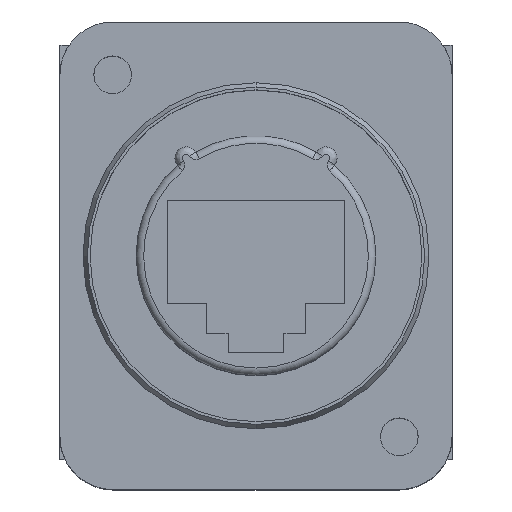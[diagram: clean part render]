
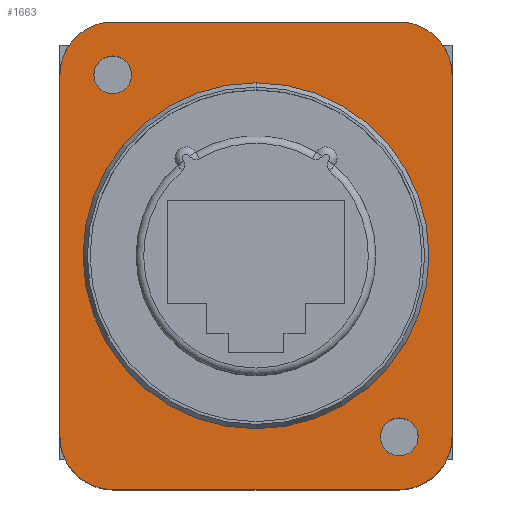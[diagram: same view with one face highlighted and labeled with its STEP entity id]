
A CAD part, top view. The second image highlights one B-rep face of the part: STEP entity #1663.
In plain terms, the highlighted planar face has unit normal (0, 0, 1).
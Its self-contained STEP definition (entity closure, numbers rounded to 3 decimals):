
#494=DIRECTION('',(0.,1.,0.));
#495=VECTOR('',#494,24.);
#496=CARTESIAN_POINT('',(-13.,-12.,0.));
#497=LINE('',#496,#495);
#498=CARTESIAN_POINT('',(-9.5,12.,0.));
#499=DIRECTION('',(0.,0.,1.));
#500=DIRECTION('',(0.,1.,0.));
#501=AXIS2_PLACEMENT_3D('',#498,#499,#500);
#503=DIRECTION('',(1.,0.,0.));
#504=VECTOR('',#503,19.);
#505=CARTESIAN_POINT('',(-9.5,15.5,0.));
#506=LINE('',#505,#504);
#507=CARTESIAN_POINT('',(9.5,12.,0.));
#508=DIRECTION('',(0.,0.,1.));
#509=DIRECTION('',(1.,0.,0.));
#510=AXIS2_PLACEMENT_3D('',#507,#508,#509);
#512=DIRECTION('',(0.,-1.,0.));
#513=VECTOR('',#512,24.);
#514=CARTESIAN_POINT('',(13.,12.,0.));
#515=LINE('',#514,#513);
#516=CARTESIAN_POINT('',(9.5,-12.,0.));
#517=DIRECTION('',(0.,0.,1.));
#518=DIRECTION('',(0.,-1.,0.));
#519=AXIS2_PLACEMENT_3D('',#516,#517,#518);
#521=DIRECTION('',(-1.,0.,0.));
#522=VECTOR('',#521,19.);
#523=CARTESIAN_POINT('',(9.5,-15.5,0.));
#524=LINE('',#523,#522);
#525=CARTESIAN_POINT('',(-9.5,-12.,0.));
#526=DIRECTION('',(0.,0.,1.));
#527=DIRECTION('',(-1.,0.,0.));
#528=AXIS2_PLACEMENT_3D('',#525,#526,#527);
#530=CARTESIAN_POINT('',(-9.5,12.,0.));
#531=DIRECTION('',(0.,0.,1.));
#532=DIRECTION('',(1.,0.,0.));
#533=AXIS2_PLACEMENT_3D('',#530,#531,#532);
#535=CARTESIAN_POINT('',(-9.5,12.,0.));
#536=DIRECTION('',(0.,0.,1.));
#537=DIRECTION('',(-1.,0.,0.));
#538=AXIS2_PLACEMENT_3D('',#535,#536,#537);
#540=CARTESIAN_POINT('',(9.5,-12.,0.));
#541=DIRECTION('',(0.,0.,1.));
#542=DIRECTION('',(1.,0.,0.));
#543=AXIS2_PLACEMENT_3D('',#540,#541,#542);
#545=CARTESIAN_POINT('',(9.5,-12.,0.));
#546=DIRECTION('',(0.,0.,1.));
#547=DIRECTION('',(-1.,0.,0.));
#548=AXIS2_PLACEMENT_3D('',#545,#546,#547);
#558=CARTESIAN_POINT('',(0.,0.,0.));
#559=DIRECTION('',(0.,0.,1.));
#560=DIRECTION('',(0.,1.,0.));
#561=AXIS2_PLACEMENT_3D('',#558,#559,#560);
#563=CARTESIAN_POINT('',(0.,0.,0.));
#564=DIRECTION('',(0.,0.,-1.));
#565=DIRECTION('',(0.,1.,0.));
#566=AXIS2_PLACEMENT_3D('',#563,#564,#565);
#956=CARTESIAN_POINT('',(0.,11.469,0.));
#958=VERTEX_POINT('',#956);
#964=CARTESIAN_POINT('',(0.,-11.469,0.));
#966=VERTEX_POINT('',#964);
#980=CARTESIAN_POINT('',(-13.,-12.,0.));
#981=CARTESIAN_POINT('',(-13.,12.,0.));
#982=VERTEX_POINT('',#980);
#983=VERTEX_POINT('',#981);
#984=CARTESIAN_POINT('',(-9.5,15.5,0.));
#985=VERTEX_POINT('',#984);
#986=CARTESIAN_POINT('',(9.5,15.5,0.));
#987=VERTEX_POINT('',#986);
#988=CARTESIAN_POINT('',(13.,12.,0.));
#989=VERTEX_POINT('',#988);
#990=CARTESIAN_POINT('',(13.,-12.,0.));
#991=VERTEX_POINT('',#990);
#992=CARTESIAN_POINT('',(9.5,-15.5,0.));
#993=VERTEX_POINT('',#992);
#994=CARTESIAN_POINT('',(-9.5,-15.5,0.));
#995=VERTEX_POINT('',#994);
#996=CARTESIAN_POINT('',(-8.25,12.,0.));
#997=CARTESIAN_POINT('',(-10.75,12.,0.));
#998=VERTEX_POINT('',#996);
#999=VERTEX_POINT('',#997);
#1000=CARTESIAN_POINT('',(10.75,-12.,0.));
#1001=CARTESIAN_POINT('',(8.25,-12.,0.));
#1002=VERTEX_POINT('',#1000);
#1003=VERTEX_POINT('',#1001);
#1626=CARTESIAN_POINT('',(0.,0.,0.));
#1627=DIRECTION('',(0.,0.,-1.));
#1628=DIRECTION('',(0.,-1.,0.));
#1629=AXIS2_PLACEMENT_3D('',#1626,#1627,#1628);
#1630=PLANE('',#1629);
#1632=ORIENTED_EDGE('',*,*,#1631,.T.);
#1633=ORIENTED_EDGE('',*,*,#1606,.F.);
#1634=ORIENTED_EDGE('',*,*,#1620,.T.);
#1635=ORIENTED_EDGE('',*,*,#1514,.F.);
#1636=ORIENTED_EDGE('',*,*,#1501,.T.);
#1638=ORIENTED_EDGE('',*,*,#1637,.F.);
#1640=ORIENTED_EDGE('',*,*,#1639,.T.);
#1642=ORIENTED_EDGE('',*,*,#1641,.F.);
#1643=EDGE_LOOP('',(#1632,#1633,#1634,#1635,#1636,#1638,#1640,#1642));
#1644=FACE_OUTER_BOUND('',#1643,.F.);
#1646=ORIENTED_EDGE('',*,*,#1645,.T.);
#1648=ORIENTED_EDGE('',*,*,#1647,.F.);
#1649=EDGE_LOOP('',(#1646,#1648));
#1650=FACE_BOUND('',#1649,.F.);
#1652=ORIENTED_EDGE('',*,*,#1651,.T.);
#1654=ORIENTED_EDGE('',*,*,#1653,.T.);
#1655=EDGE_LOOP('',(#1652,#1654));
#1656=FACE_BOUND('',#1655,.F.);
#1658=ORIENTED_EDGE('',*,*,#1657,.T.);
#1660=ORIENTED_EDGE('',*,*,#1659,.T.);
#1661=EDGE_LOOP('',(#1658,#1660));
#1662=FACE_BOUND('',#1661,.F.);
#502=CIRCLE('',#501,3.5);
#511=CIRCLE('',#510,3.5);
#520=CIRCLE('',#519,3.5);
#529=CIRCLE('',#528,3.5);
#534=CIRCLE('',#533,1.25);
#539=CIRCLE('',#538,1.25);
#544=CIRCLE('',#543,1.25);
#549=CIRCLE('',#548,1.25);
#562=CIRCLE('',#561,11.469);
#567=CIRCLE('',#566,11.469);
#1501=EDGE_CURVE('',#989,#991,#515,.T.);
#1514=EDGE_CURVE('',#989,#987,#511,.T.);
#1606=EDGE_CURVE('',#985,#983,#502,.T.);
#1620=EDGE_CURVE('',#985,#987,#506,.T.);
#1631=EDGE_CURVE('',#982,#983,#497,.T.);
#1637=EDGE_CURVE('',#993,#991,#520,.T.);
#1639=EDGE_CURVE('',#993,#995,#524,.T.);
#1641=EDGE_CURVE('',#982,#995,#529,.T.);
#1645=EDGE_CURVE('',#958,#966,#562,.T.);
#1647=EDGE_CURVE('',#958,#966,#567,.T.);
#1651=EDGE_CURVE('',#998,#999,#534,.T.);
#1653=EDGE_CURVE('',#999,#998,#539,.T.);
#1657=EDGE_CURVE('',#1002,#1003,#544,.T.);
#1659=EDGE_CURVE('',#1003,#1002,#549,.T.);
#1663=ADVANCED_FACE('',(#1644,#1650,#1656,#1662),#1630,.F.);
